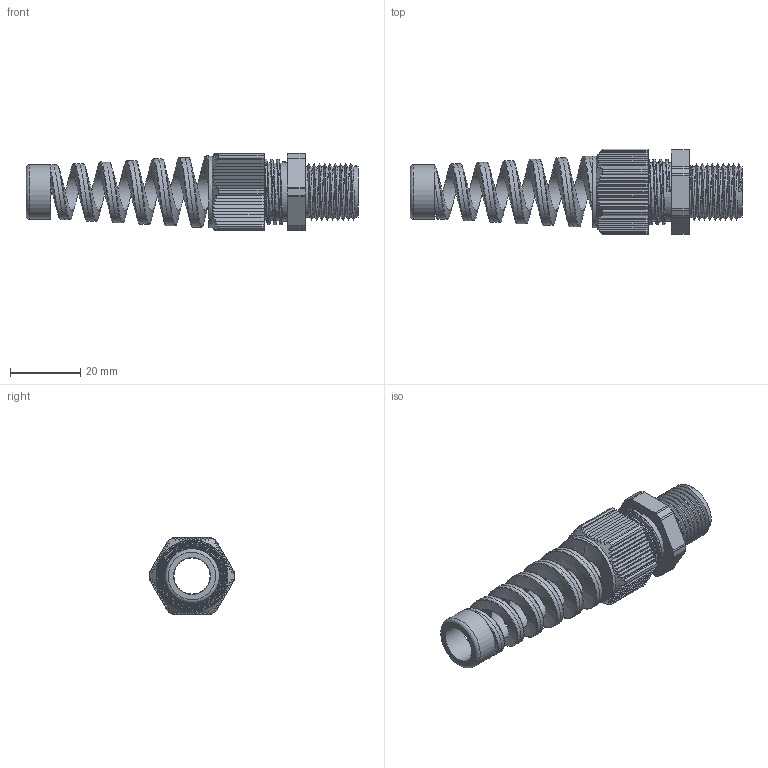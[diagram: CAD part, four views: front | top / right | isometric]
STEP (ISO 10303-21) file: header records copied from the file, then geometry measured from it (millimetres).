
FILE_DESCRIPTION(/* description */ ('Euro-Top mit BS M16x1,5'),/* implementation_level */ '2;1');
FILE_NAME(/* name */ '11380516-RST.stp',/* time_stamp */ '2016-06-24T12:05:35+02:00',/* author */ ('SL'),/* organization */ (''),/* preprocessor_version */ 'ST-DEVELOPER v15.2',/* originating_system */ 'Autodesk Inventor 2014',/* authorisation */ '');
FILE_SCHEMA (('AUTOMOTIVE_DESIGN { 1 0 10303 214 3 1 1 }'));
Products named in the file (7): Euro-Top-BS-08-BT-0002-11380516; Euro-Top-BS-08-BT-0001-11380516; Euro-Top-BS-08-BT-0004-11380516; Euro-Top-BS-08-BT-0005-11380516; Euro-Top-BS-08-BG-0001-11380516-BS; Euro-Top-BS-08-BT-0003-11380516; Euro-Top-BS-08-BG-0002-11380516
Assembly tree (6 placements, depth 3):
  Euro-Top-BS-08-BG-0002-11380516
    Euro-Top-BS-08-BT-0002-11380516
    Euro-Top-BS-08-BG-0001-11380516-BS
      Euro-Top-BS-08-BT-0001-11380516
      Euro-Top-BS-08-BT-0004-11380516
      Euro-Top-BS-08-BT-0005-11380516
    Euro-Top-BS-08-BT-0003-11380516
Bounding box: 94.5 x 24.41 x 22.01 mm (x, y, z)
Volume: 11868.9 mm3; surface area: 15036.5 mm2
Topology: 6 solids, 6 shells, 485 faces, 1270 edges, 800 vertices
Faces by surface type: plane 255, cylinder 131, bspline 46, cone 32, torus 21
Full cylindrical faces by diameter (mm): 10.3 x1, 10.5 x2, 10.53 x1, 10.6 x1, 13.3 x1, 13.52 x1, 14.478 x10, 15.48 x1, 19.44 x5, 20.48 x1
Entity records: 37811 total; most frequent: CARTESIAN_POINT 26799, ORIENTED_EDGE 2392, DIRECTION 2149, EDGE_CURVE 1196, AXIS2_PLACEMENT_3D 793, VERTEX_POINT 765, LINE 563, VECTOR 563
